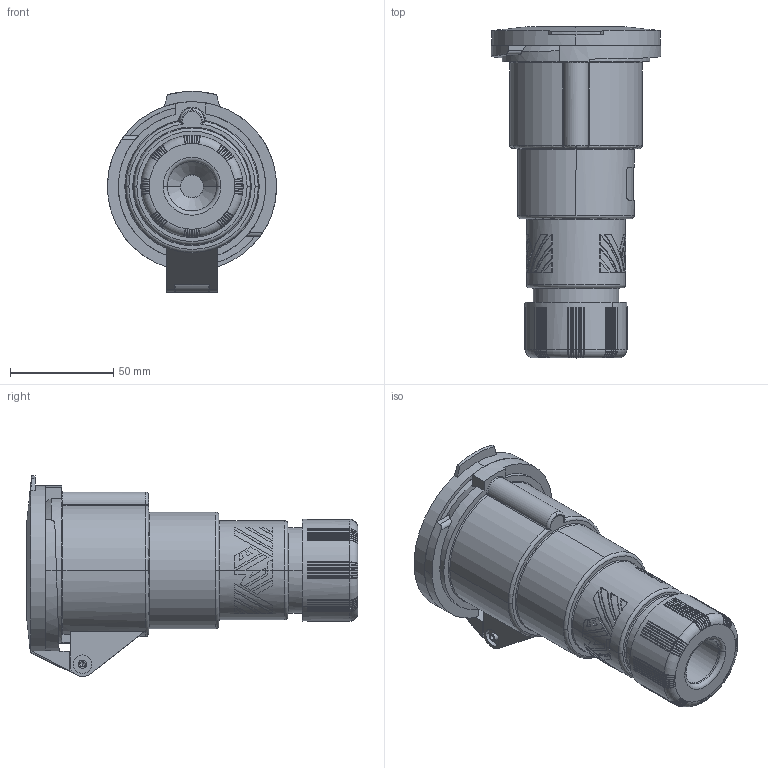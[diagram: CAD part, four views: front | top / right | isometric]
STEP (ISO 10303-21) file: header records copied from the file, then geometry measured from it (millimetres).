
FILE_DESCRIPTION(('CoCreate Modeling STEP Export'),'2;1');
FILE_NAME('PE_3264_PV.stp','2011-04-04T13:53:21',(''),(''),'CoCreate Modeling STEP processor for AP214 (Solid Model)','CoCreate Modeling 16.00A 16-Aug-2008 (C) Parametric Technology GmbH','');
FILE_SCHEMA(('AUTOMOTIVE_DESIGN { 1 0 10303 214 1 1 1 1 }'));
Length unit declared in the file: millimetre
Products named in the file (3): COPERCHIETTO3264; CUSTODIA3264PV; PE_3264_PV
Assembly tree (2 placements, depth 2):
  PE_3264_PV
    CUSTODIA3264PV
    COPERCHIETTO3264
Bounding box: 82 x 160.9 x 97.5 mm (x, y, z)
Volume: 294827.2 mm3; surface area: 102170.2 mm2
Topology: 2 solids, 5 shells, 918 faces, 2404 edges, 1421 vertices
Faces by surface type: plane 418, cylinder 267, sphere 114, torus 83, cone 27, bspline 9
Entity records: 47980 total; most frequent: CARTESIAN_POINT 20616, ORIENTED_EDGE 4572, DIRECTION 3777, EDGE_CURVE 2286, AXIS2_PLACEMENT_3D 1447, VERTEX_POINT 1421, EDGE_LOOP 979, FACE_OUTER_BOUND 918
